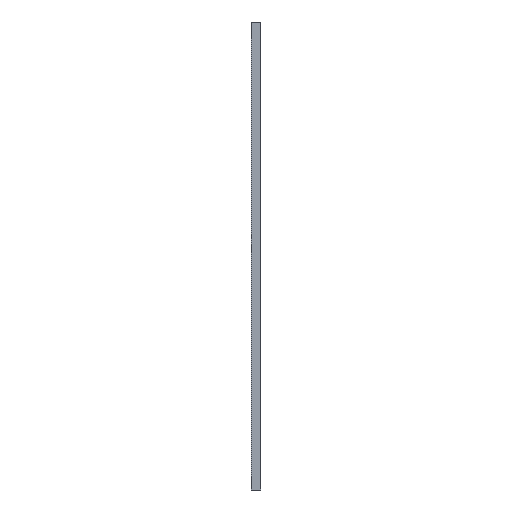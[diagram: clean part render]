
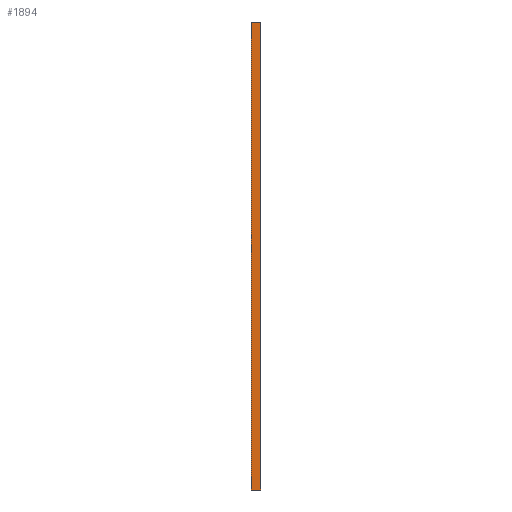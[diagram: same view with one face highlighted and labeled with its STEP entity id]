
A CAD part, left-side view. The second image highlights one B-rep face of the part: STEP entity #1894.
In plain terms, the highlighted planar face has unit normal (-1, 0, 0).
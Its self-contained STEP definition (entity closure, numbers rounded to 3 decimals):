
#215=FACE_OUTER_BOUND('',#304,.T.);
#304=EDGE_LOOP('',(#1555,#1556,#1557,#1558));
#561=LINE('',#3038,#776);
#562=LINE('',#3040,#777);
#563=LINE('',#3042,#778);
#564=LINE('',#3043,#779);
#776=VECTOR('',#2514,10.);
#777=VECTOR('',#2515,10.);
#778=VECTOR('',#2516,10.);
#779=VECTOR('',#2517,10.);
#954=VERTEX_POINT('',#3036);
#955=VERTEX_POINT('',#3037);
#956=VERTEX_POINT('',#3039);
#957=VERTEX_POINT('',#3041);
#1211=EDGE_CURVE('',#954,#955,#561,.T.);
#1212=EDGE_CURVE('',#954,#956,#562,.T.);
#1213=EDGE_CURVE('',#957,#956,#563,.T.);
#1214=EDGE_CURVE('',#955,#957,#564,.T.);
#1555=ORIENTED_EDGE('',*,*,#1211,.F.);
#1556=ORIENTED_EDGE('',*,*,#1212,.T.);
#1557=ORIENTED_EDGE('',*,*,#1213,.F.);
#1558=ORIENTED_EDGE('',*,*,#1214,.F.);
#1805=PLANE('',#2043);
#1894=ADVANCED_FACE('',(#215),#1805,.T.);
#2043=AXIS2_PLACEMENT_3D('',#3035,#2512,#2513);
#2512=DIRECTION('center_axis',(-1.,0.,0.));
#2513=DIRECTION('ref_axis',(0.,0.,1.));
#2514=DIRECTION('',(0.,0.,-1.));
#2515=DIRECTION('',(0.,1.,0.));
#2516=DIRECTION('',(0.,0.,1.));
#2517=DIRECTION('',(0.,1.,0.));
#3035=CARTESIAN_POINT('Origin',(-8.04,0.,-141.849));
#3036=CARTESIAN_POINT('',(-8.04,0.,5.151));
#3037=CARTESIAN_POINT('',(-8.04,0.,-141.849));
#3038=CARTESIAN_POINT('',(-8.04,0.,5.151));
#3039=CARTESIAN_POINT('',(-8.04,3.,5.151));
#3040=CARTESIAN_POINT('',(-8.04,0.,5.151));
#3041=CARTESIAN_POINT('',(-8.04,3.,-141.849));
#3042=CARTESIAN_POINT('',(-8.04,3.,5.151));
#3043=CARTESIAN_POINT('',(-8.04,0.,-141.849));
